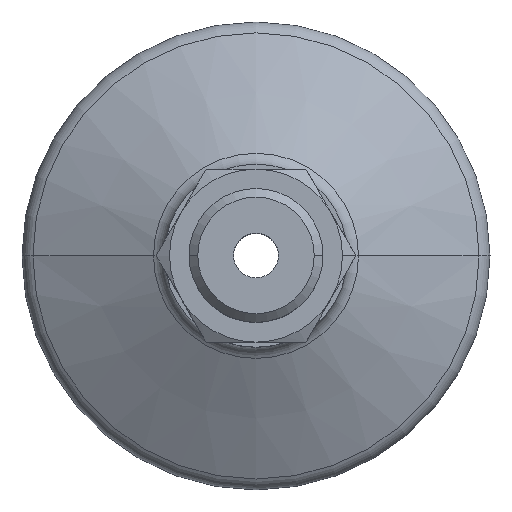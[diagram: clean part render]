
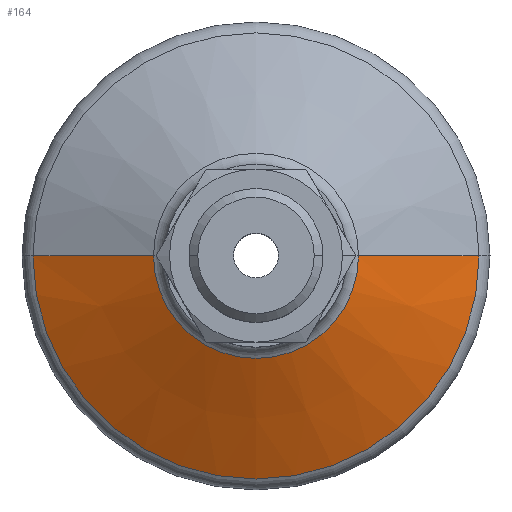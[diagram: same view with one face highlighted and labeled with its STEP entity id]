
A CAD part, top view. The second image highlights one B-rep face of the part: STEP entity #164.
In plain terms, the highlighted conical face has half-angle 62.499 degrees and reference radius 16 mm.
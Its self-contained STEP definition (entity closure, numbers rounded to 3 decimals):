
#9 = DIRECTION ( 'NONE',  ( 1., 0., 0. ) ) ;
#137 = CIRCLE ( 'NONE', #1609, 10.076 ) ;
#139 = CARTESIAN_POINT ( 'NONE',  ( -21.924, 0., 12.273 ) ) ;
#141 = DIRECTION ( 'NONE',  ( 0., 0., -1. ) ) ;
#164 = ADVANCED_FACE ( 'NONE', ( #1738 ), #571, .T. ) ;
#175 = CIRCLE ( 'NONE', #758, 21.924 ) ;
#203 = DIRECTION ( 'NONE',  ( 0., 0., -1. ) ) ;
#231 = EDGE_CURVE ( 'NONE', #1230, #1114, #1300, .T. ) ;
#273 = VECTOR ( 'NONE', #470, 1000. ) ;
#292 = DIRECTION ( 'NONE',  ( -0.887, 0., -0.462 ) ) ;
#450 = LINE ( 'NONE', #1133, #961 ) ;
#470 = DIRECTION ( 'NONE',  ( 0.887, 0., -0.462 ) ) ;
#565 = CARTESIAN_POINT ( 'NONE',  ( 0., 0., 15.357 ) ) ;
#571 = CONICAL_SURFACE ( 'NONE', #1561, 16., 1.091 ) ;
#631 = CARTESIAN_POINT ( 'NONE',  ( 10.076, 0., 18.441 ) ) ;
#652 = ORIENTED_EDGE ( 'NONE', *, *, #231, .F. ) ;
#758 = AXIS2_PLACEMENT_3D ( 'NONE', #1380, #1861, #9 ) ;
#773 = CARTESIAN_POINT ( 'NONE',  ( 16., 0., 15.357 ) ) ;
#845 = CARTESIAN_POINT ( 'NONE',  ( 0., 0., 18.441 ) ) ;
#915 = ORIENTED_EDGE ( 'NONE', *, *, #1790, .T. ) ;
#961 = VECTOR ( 'NONE', #292, 1000. ) ;
#1089 = EDGE_LOOP ( 'NONE', ( #1481, #915, #1432, #652 ) ) ;
#1114 = VERTEX_POINT ( 'NONE', #1616 ) ;
#1133 = CARTESIAN_POINT ( 'NONE',  ( -16., 0., 15.357 ) ) ;
#1211 = DIRECTION ( 'NONE',  ( 1., 0., 0. ) ) ;
#1230 = VERTEX_POINT ( 'NONE', #631 ) ;
#1300 = LINE ( 'NONE', #773, #273 ) ;
#1332 = VERTEX_POINT ( 'NONE', #139 ) ;
#1380 = CARTESIAN_POINT ( 'NONE',  ( 0., 0., 12.273 ) ) ;
#1432 = ORIENTED_EDGE ( 'NONE', *, *, #1872, .F. ) ;
#1462 = VERTEX_POINT ( 'NONE', #1470 ) ;
#1470 = CARTESIAN_POINT ( 'NONE',  ( -10.076, 0., 18.441 ) ) ;
#1481 = ORIENTED_EDGE ( 'NONE', *, *, #1912, .T. ) ;
#1559 = DIRECTION ( 'NONE',  ( 1., 0., 0. ) ) ;
#1561 = AXIS2_PLACEMENT_3D ( 'NONE', #565, #203, #1559 ) ;
#1609 = AXIS2_PLACEMENT_3D ( 'NONE', #845, #141, #1211 ) ;
#1616 = CARTESIAN_POINT ( 'NONE',  ( 21.924, 0., 12.273 ) ) ;
#1738 = FACE_OUTER_BOUND ( 'NONE', #1089, .T. ) ;
#1790 = EDGE_CURVE ( 'NONE', #1462, #1332, #450, .T. ) ;
#1861 = DIRECTION ( 'NONE',  ( 0., 0., -1. ) ) ;
#1872 = EDGE_CURVE ( 'NONE', #1114, #1332, #175, .T. ) ;
#1912 = EDGE_CURVE ( 'NONE', #1230, #1462, #137, .T. ) ;
